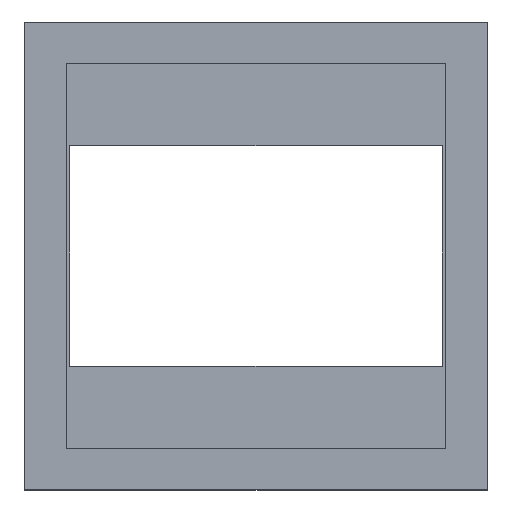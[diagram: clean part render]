
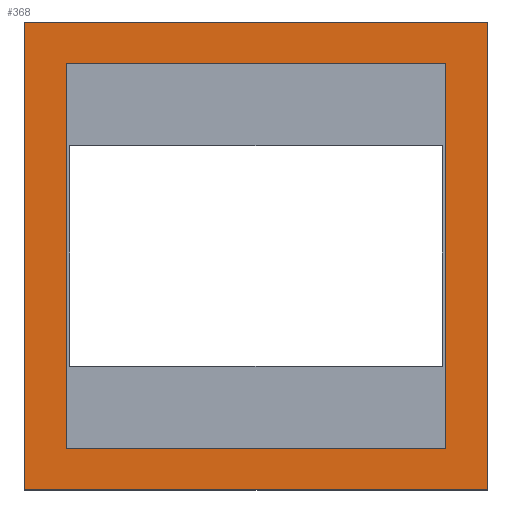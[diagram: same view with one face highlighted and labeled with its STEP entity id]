
A CAD part, top view. The second image highlights one B-rep face of the part: STEP entity #368.
In plain terms, the highlighted planar face has unit normal (0, 0, 1).
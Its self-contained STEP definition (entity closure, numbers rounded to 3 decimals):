
#16=FACE_BOUND('',#54,.T.);
#32=FACE_OUTER_BOUND('',#53,.T.);
#53=EDGE_LOOP('',(#295,#296,#297,#298));
#54=EDGE_LOOP('',(#299,#300,#301,#302));
#80=LINE('',#537,#128);
#83=LINE('',#542,#131);
#86=LINE('',#550,#134);
#90=LINE('',#557,#138);
#92=LINE('',#562,#140);
#95=LINE('',#566,#143);
#96=LINE('',#569,#144);
#98=LINE('',#572,#146);
#128=VECTOR('',#440,10.);
#131=VECTOR('',#445,10.);
#134=VECTOR('',#450,10.);
#138=VECTOR('',#456,10.);
#140=VECTOR('',#460,10.);
#143=VECTOR('',#465,10.);
#144=VECTOR('',#468,10.);
#146=VECTOR('',#472,10.);
#171=VERTEX_POINT('',#534);
#172=VERTEX_POINT('',#536);
#173=VERTEX_POINT('',#540);
#176=VERTEX_POINT('',#547);
#177=VERTEX_POINT('',#549);
#179=VERTEX_POINT('',#555);
#181=VERTEX_POINT('',#561);
#182=VERTEX_POINT('',#568);
#208=EDGE_CURVE('',#172,#171,#80,.T.);
#211=EDGE_CURVE('',#171,#173,#83,.T.);
#214=EDGE_CURVE('',#177,#176,#86,.T.);
#218=EDGE_CURVE('',#176,#179,#90,.T.);
#220=EDGE_CURVE('',#181,#177,#92,.T.);
#223=EDGE_CURVE('',#179,#181,#95,.T.);
#224=EDGE_CURVE('',#182,#172,#96,.T.);
#226=EDGE_CURVE('',#173,#182,#98,.T.);
#295=ORIENTED_EDGE('',*,*,#211,.T.);
#296=ORIENTED_EDGE('',*,*,#226,.T.);
#297=ORIENTED_EDGE('',*,*,#224,.T.);
#298=ORIENTED_EDGE('',*,*,#208,.T.);
#299=ORIENTED_EDGE('',*,*,#218,.T.);
#300=ORIENTED_EDGE('',*,*,#223,.T.);
#301=ORIENTED_EDGE('',*,*,#220,.T.);
#302=ORIENTED_EDGE('',*,*,#214,.T.);
#348=PLANE('',#402);
#368=ADVANCED_FACE('',(#32,#16),#348,.T.);
#402=AXIS2_PLACEMENT_3D('',#573,#473,#474);
#440=DIRECTION('',(-1.,0.,0.));
#445=DIRECTION('',(0.,-1.,0.));
#450=DIRECTION('',(1.,0.,0.));
#456=DIRECTION('',(0.,-1.,0.));
#460=DIRECTION('',(0.,1.,0.));
#465=DIRECTION('',(-1.,0.,0.));
#468=DIRECTION('',(0.,1.,0.));
#472=DIRECTION('',(1.,0.,0.));
#473=DIRECTION('center_axis',(0.,0.,1.));
#474=DIRECTION('ref_axis',(1.,0.,0.));
#534=CARTESIAN_POINT('',(-16.75,16.95,5.6));
#536=CARTESIAN_POINT('',(16.75,16.95,5.6));
#537=CARTESIAN_POINT('',(16.75,16.95,5.6));
#540=CARTESIAN_POINT('',(-16.75,-16.95,5.6));
#542=CARTESIAN_POINT('',(-16.75,16.95,5.6));
#547=CARTESIAN_POINT('',(13.75,13.95,5.6));
#549=CARTESIAN_POINT('',(-13.75,13.95,5.6));
#550=CARTESIAN_POINT('',(13.75,13.95,5.6));
#555=CARTESIAN_POINT('',(13.75,-13.95,5.6));
#557=CARTESIAN_POINT('',(13.75,-13.95,5.6));
#561=CARTESIAN_POINT('',(-13.75,-13.95,5.6));
#562=CARTESIAN_POINT('',(-13.75,13.95,5.6));
#566=CARTESIAN_POINT('',(-13.75,-13.95,5.6));
#568=CARTESIAN_POINT('',(16.75,-16.95,5.6));
#569=CARTESIAN_POINT('',(16.75,-16.95,5.6));
#572=CARTESIAN_POINT('',(-16.75,-16.95,5.6));
#573=CARTESIAN_POINT('Origin',(0.,0.,5.6));
